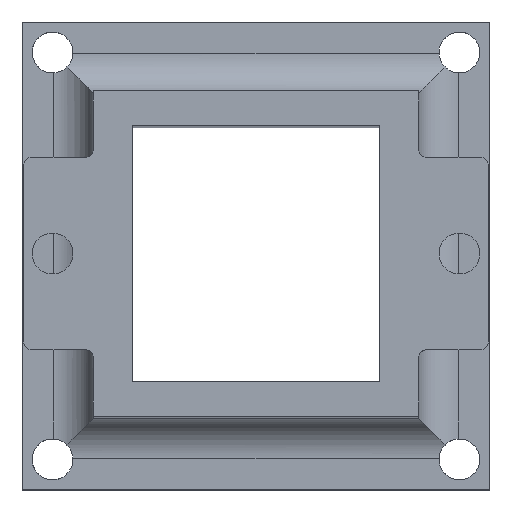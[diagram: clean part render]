
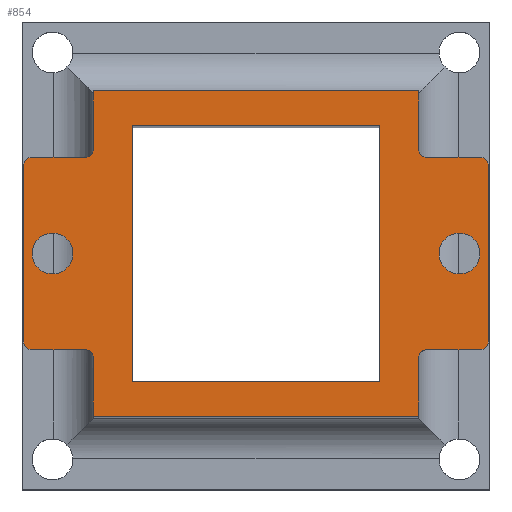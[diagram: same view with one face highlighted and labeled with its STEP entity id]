
A CAD part, top view. The second image highlights one B-rep face of the part: STEP entity #854.
In plain terms, the highlighted planar face has unit normal (0, 0, 1).
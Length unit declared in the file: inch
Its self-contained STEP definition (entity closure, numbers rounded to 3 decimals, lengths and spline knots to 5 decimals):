
#21=FACE_BOUND('',#152,.T.);
#22=FACE_BOUND('',#153,.T.);
#23=FACE_BOUND('',#154,.T.);
#40=CIRCLE('',#918,0.03937);
#41=CIRCLE('',#921,0.03937);
#42=CIRCLE('',#924,0.03937);
#43=CIRCLE('',#925,0.03937);
#44=CIRCLE('',#926,0.03937);
#45=CIRCLE('',#927,0.03937);
#46=CIRCLE('',#928,0.03937);
#47=CIRCLE('',#929,0.03937);
#48=CIRCLE('',#930,0.10039);
#49=CIRCLE('',#931,0.10039);
#106=FACE_OUTER_BOUND('',#151,.T.);
#151=EDGE_LOOP('',(#625,#626,#627,#628,#629,#630,#631,#632,#633,#634,#635,
#636,#637,#638,#639,#640,#641,#642,#643,#644));
#152=EDGE_LOOP('',(#645,#646,#647,#648));
#153=EDGE_LOOP('',(#649));
#154=EDGE_LOOP('',(#650));
#193=LINE('',#1226,#273);
#196=LINE('',#1232,#276);
#199=LINE('',#1238,#279);
#202=LINE('',#1242,#282);
#216=LINE('',#1339,#296);
#220=LINE('',#1346,#300);
#223=LINE('',#1355,#303);
#225=LINE('',#1358,#305);
#226=LINE('',#1360,#306);
#227=LINE('',#1362,#307);
#228=LINE('',#1366,#308);
#229=LINE('',#1370,#309);
#230=LINE('',#1374,#310);
#231=LINE('',#1378,#311);
#232=LINE('',#1379,#312);
#233=LINE('',#1383,#313);
#273=VECTOR('',#984,0.3937);
#276=VECTOR('',#989,0.3937);
#279=VECTOR('',#994,0.3937);
#282=VECTOR('',#999,0.3937);
#296=VECTOR('',#1047,0.3937);
#300=VECTOR('',#1051,0.3937);
#303=VECTOR('',#1060,0.3937);
#305=VECTOR('',#1064,0.3937);
#306=VECTOR('',#1065,0.3937);
#307=VECTOR('',#1066,0.3937);
#308=VECTOR('',#1069,0.3937);
#309=VECTOR('',#1072,0.3937);
#310=VECTOR('',#1075,0.3937);
#311=VECTOR('',#1078,0.3937);
#312=VECTOR('',#1079,0.3937);
#313=VECTOR('',#1082,0.3937);
#353=VERTEX_POINT('',#1223);
#354=VERTEX_POINT('',#1225);
#356=VERTEX_POINT('',#1231);
#358=VERTEX_POINT('',#1237);
#381=VERTEX_POINT('',#1330);
#382=VERTEX_POINT('',#1332);
#383=VERTEX_POINT('',#1336);
#384=VERTEX_POINT('',#1338);
#387=VERTEX_POINT('',#1344);
#388=VERTEX_POINT('',#1348);
#389=VERTEX_POINT('',#1350);
#390=VERTEX_POINT('',#1354);
#391=VERTEX_POINT('',#1359);
#392=VERTEX_POINT('',#1361);
#393=VERTEX_POINT('',#1363);
#394=VERTEX_POINT('',#1365);
#395=VERTEX_POINT('',#1367);
#396=VERTEX_POINT('',#1369);
#397=VERTEX_POINT('',#1371);
#398=VERTEX_POINT('',#1373);
#399=VERTEX_POINT('',#1375);
#400=VERTEX_POINT('',#1377);
#401=VERTEX_POINT('',#1380);
#402=VERTEX_POINT('',#1382);
#403=VERTEX_POINT('',#1385);
#404=VERTEX_POINT('',#1387);
#437=EDGE_CURVE('',#354,#353,#193,.T.);
#440=EDGE_CURVE('',#356,#354,#196,.T.);
#443=EDGE_CURVE('',#358,#356,#199,.T.);
#446=EDGE_CURVE('',#353,#358,#202,.T.);
#472=EDGE_CURVE('',#381,#382,#40,.T.);
#475=EDGE_CURVE('',#384,#383,#216,.T.);
#479=EDGE_CURVE('',#381,#387,#220,.T.);
#481=EDGE_CURVE('',#388,#389,#41,.T.);
#483=EDGE_CURVE('',#390,#389,#223,.T.);
#485=EDGE_CURVE('',#388,#382,#225,.T.);
#486=EDGE_CURVE('',#387,#391,#226,.T.);
#487=EDGE_CURVE('',#391,#392,#227,.T.);
#488=EDGE_CURVE('',#393,#392,#42,.T.);
#489=EDGE_CURVE('',#393,#394,#228,.T.);
#490=EDGE_CURVE('',#395,#394,#43,.T.);
#491=EDGE_CURVE('',#395,#396,#229,.T.);
#492=EDGE_CURVE('',#397,#396,#44,.T.);
#493=EDGE_CURVE('',#397,#398,#230,.T.);
#494=EDGE_CURVE('',#399,#398,#45,.T.);
#495=EDGE_CURVE('',#399,#400,#231,.T.);
#496=EDGE_CURVE('',#400,#384,#232,.T.);
#497=EDGE_CURVE('',#401,#383,#46,.T.);
#498=EDGE_CURVE('',#401,#402,#233,.T.);
#499=EDGE_CURVE('',#390,#402,#47,.T.);
#500=EDGE_CURVE('',#403,#403,#48,.T.);
#501=EDGE_CURVE('',#404,#404,#49,.T.);
#625=ORIENTED_EDGE('',*,*,#481,.F.);
#626=ORIENTED_EDGE('',*,*,#485,.T.);
#627=ORIENTED_EDGE('',*,*,#472,.F.);
#628=ORIENTED_EDGE('',*,*,#479,.T.);
#629=ORIENTED_EDGE('',*,*,#486,.T.);
#630=ORIENTED_EDGE('',*,*,#487,.T.);
#631=ORIENTED_EDGE('',*,*,#488,.F.);
#632=ORIENTED_EDGE('',*,*,#489,.T.);
#633=ORIENTED_EDGE('',*,*,#490,.F.);
#634=ORIENTED_EDGE('',*,*,#491,.T.);
#635=ORIENTED_EDGE('',*,*,#492,.F.);
#636=ORIENTED_EDGE('',*,*,#493,.T.);
#637=ORIENTED_EDGE('',*,*,#494,.F.);
#638=ORIENTED_EDGE('',*,*,#495,.T.);
#639=ORIENTED_EDGE('',*,*,#496,.T.);
#640=ORIENTED_EDGE('',*,*,#475,.T.);
#641=ORIENTED_EDGE('',*,*,#497,.F.);
#642=ORIENTED_EDGE('',*,*,#498,.T.);
#643=ORIENTED_EDGE('',*,*,#499,.F.);
#644=ORIENTED_EDGE('',*,*,#483,.T.);
#645=ORIENTED_EDGE('',*,*,#443,.T.);
#646=ORIENTED_EDGE('',*,*,#440,.T.);
#647=ORIENTED_EDGE('',*,*,#437,.T.);
#648=ORIENTED_EDGE('',*,*,#446,.T.);
#649=ORIENTED_EDGE('',*,*,#500,.T.);
#650=ORIENTED_EDGE('',*,*,#501,.T.);
#827=PLANE('',#923);
#854=ADVANCED_FACE('',(#106,#21,#22,#23),#827,.T.);
#918=AXIS2_PLACEMENT_3D('',#1333,#1041,#1042);
#921=AXIS2_PLACEMENT_3D('',#1351,#1055,#1056);
#923=AXIS2_PLACEMENT_3D('',#1357,#1062,#1063);
#924=AXIS2_PLACEMENT_3D('',#1364,#1067,#1068);
#925=AXIS2_PLACEMENT_3D('',#1368,#1070,#1071);
#926=AXIS2_PLACEMENT_3D('',#1372,#1073,#1074);
#927=AXIS2_PLACEMENT_3D('',#1376,#1076,#1077);
#928=AXIS2_PLACEMENT_3D('',#1381,#1080,#1081);
#929=AXIS2_PLACEMENT_3D('',#1384,#1083,#1084);
#930=AXIS2_PLACEMENT_3D('',#1386,#1085,#1086);
#931=AXIS2_PLACEMENT_3D('',#1388,#1087,#1088);
#984=DIRECTION('',(-1.,0.,0.));
#989=DIRECTION('',(0.,-1.,0.));
#994=DIRECTION('',(1.,0.,0.));
#999=DIRECTION('',(0.,1.,0.));
#1041=DIRECTION('center_axis',(0.,0.,1.));
#1042=DIRECTION('ref_axis',(-0.707,-0.707,0.));
#1047=DIRECTION('',(0.,1.,0.));
#1051=DIRECTION('',(0.,1.,0.));
#1055=DIRECTION('center_axis',(0.,0.,-1.));
#1056=DIRECTION('ref_axis',(0.707,0.707,0.));
#1060=DIRECTION('',(0.,1.,0.));
#1062=DIRECTION('center_axis',(0.,0.,1.));
#1063=DIRECTION('ref_axis',(1.,0.,0.));
#1064=DIRECTION('',(-1.,0.,0.));
#1065=DIRECTION('',(-1.,0.,0.));
#1066=DIRECTION('',(0.,-1.,0.));
#1067=DIRECTION('center_axis',(0.,0.,1.));
#1068=DIRECTION('ref_axis',(0.707,-0.707,0.));
#1069=DIRECTION('',(-1.,0.,0.));
#1070=DIRECTION('center_axis',(0.,0.,-1.));
#1071=DIRECTION('ref_axis',(-0.707,0.707,0.));
#1072=DIRECTION('',(0.,-1.,0.));
#1073=DIRECTION('center_axis',(0.,0.,-1.));
#1074=DIRECTION('ref_axis',(-0.707,-0.707,0.));
#1075=DIRECTION('',(1.,0.,0.));
#1076=DIRECTION('center_axis',(0.,0.,1.));
#1077=DIRECTION('ref_axis',(0.707,0.707,0.));
#1078=DIRECTION('',(0.,-1.,0.));
#1079=DIRECTION('',(1.,0.,0.));
#1080=DIRECTION('center_axis',(0.,0.,1.));
#1081=DIRECTION('ref_axis',(-0.707,0.707,0.));
#1082=DIRECTION('',(1.,0.,0.));
#1083=DIRECTION('center_axis',(0.,0.,-1.));
#1084=DIRECTION('ref_axis',(0.707,-0.707,0.));
#1085=DIRECTION('center_axis',(0.,0.,-1.));
#1086=DIRECTION('ref_axis',(-1.,0.,0.));
#1087=DIRECTION('center_axis',(0.,0.,-1.));
#1088=DIRECTION('ref_axis',(-1.,0.,0.));
#1223=CARTESIAN_POINT('',(-0.60923,-0.6296,7.08661));
#1225=CARTESIAN_POINT('',(0.60923,-0.6296,7.08661));
#1226=CARTESIAN_POINT('',(0.30462,-0.6296,7.08661));
#1231=CARTESIAN_POINT('',(0.60923,0.6296,7.08661));
#1232=CARTESIAN_POINT('',(0.60923,0.3148,7.08661));
#1237=CARTESIAN_POINT('',(-0.60923,0.6296,7.08661));
#1238=CARTESIAN_POINT('',(-0.30462,0.6296,7.08661));
#1242=CARTESIAN_POINT('',(-0.60923,-0.3148,7.08661));
#1330=CARTESIAN_POINT('',(0.79921,0.51181,7.08661));
#1332=CARTESIAN_POINT('',(0.83858,0.47244,7.08661));
#1333=CARTESIAN_POINT('Origin',(0.83858,0.51181,7.08661));
#1336=CARTESIAN_POINT('',(0.79921,-0.51181,7.08661));
#1338=CARTESIAN_POINT('',(0.79921,-0.79921,7.08661));
#1339=CARTESIAN_POINT('',(0.79921,-0.79921,7.08661));
#1344=CARTESIAN_POINT('',(0.79921,0.79921,7.08661));
#1346=CARTESIAN_POINT('',(0.79921,-0.79921,7.08661));
#1348=CARTESIAN_POINT('',(1.10236,0.47244,7.08661));
#1350=CARTESIAN_POINT('',(1.14173,0.43307,7.08661));
#1351=CARTESIAN_POINT('Origin',(1.10236,0.43307,7.08661));
#1354=CARTESIAN_POINT('',(1.14173,-0.43307,7.08661));
#1355=CARTESIAN_POINT('',(1.14173,-0.47244,7.08661));
#1357=CARTESIAN_POINT('Origin',(0.,0.,7.08661));
#1358=CARTESIAN_POINT('',(1.14173,0.47244,7.08661));
#1359=CARTESIAN_POINT('',(-0.79921,0.79921,7.08661));
#1360=CARTESIAN_POINT('',(0.79921,0.79921,7.08661));
#1361=CARTESIAN_POINT('',(-0.79921,0.51181,7.08661));
#1362=CARTESIAN_POINT('',(-0.79921,0.79921,7.08661));
#1363=CARTESIAN_POINT('',(-0.83858,0.47244,7.08661));
#1364=CARTESIAN_POINT('Origin',(-0.83858,0.51181,7.08661));
#1365=CARTESIAN_POINT('',(-1.10236,0.47244,7.08661));
#1366=CARTESIAN_POINT('',(1.14173,0.47244,7.08661));
#1367=CARTESIAN_POINT('',(-1.14173,0.43307,7.08661));
#1368=CARTESIAN_POINT('Origin',(-1.10236,0.43307,7.08661));
#1369=CARTESIAN_POINT('',(-1.14173,-0.43307,7.08661));
#1370=CARTESIAN_POINT('',(-1.14173,0.47244,7.08661));
#1371=CARTESIAN_POINT('',(-1.10236,-0.47244,7.08661));
#1372=CARTESIAN_POINT('Origin',(-1.10236,-0.43307,7.08661));
#1373=CARTESIAN_POINT('',(-0.83858,-0.47244,7.08661));
#1374=CARTESIAN_POINT('',(-1.14173,-0.47244,7.08661));
#1375=CARTESIAN_POINT('',(-0.79921,-0.51181,7.08661));
#1376=CARTESIAN_POINT('Origin',(-0.83858,-0.51181,7.08661));
#1377=CARTESIAN_POINT('',(-0.79921,-0.79921,7.08661));
#1378=CARTESIAN_POINT('',(-0.79921,0.79921,7.08661));
#1379=CARTESIAN_POINT('',(-0.79921,-0.79921,7.08661));
#1380=CARTESIAN_POINT('',(0.83858,-0.47244,7.08661));
#1381=CARTESIAN_POINT('Origin',(0.83858,-0.51181,7.08661));
#1382=CARTESIAN_POINT('',(1.10236,-0.47244,7.08661));
#1383=CARTESIAN_POINT('',(-1.14173,-0.47244,7.08661));
#1384=CARTESIAN_POINT('Origin',(1.10236,-0.43307,7.08661));
#1385=CARTESIAN_POINT('',(-0.89961,0.,7.08661));
#1386=CARTESIAN_POINT('Origin',(-1.,0.,7.08661));
#1387=CARTESIAN_POINT('',(1.10039,0.,7.08661));
#1388=CARTESIAN_POINT('Origin',(1.,0.,7.08661));
